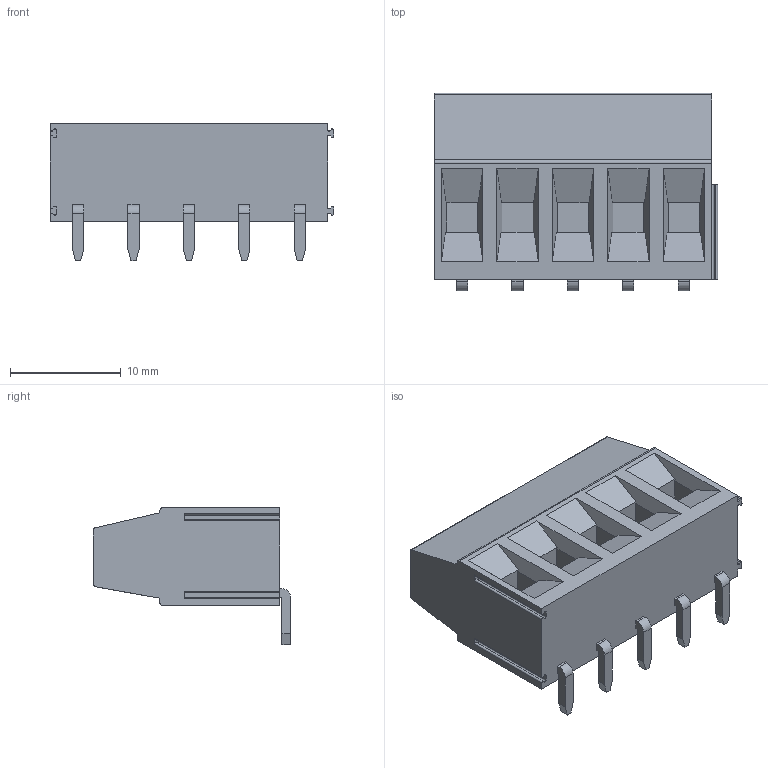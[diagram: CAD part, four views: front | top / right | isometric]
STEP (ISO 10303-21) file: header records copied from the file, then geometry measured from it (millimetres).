
FILE_DESCRIPTION(('STEP AP214'),'1');
FILE_NAME('MVE255-5-H.stp','2019-10-11T08:15:32',(' '),(' '),'Spatial InterOp 3D',' ',' ');
FILE_SCHEMA(('automotive_design'));
Length unit declared in the file: metre
Products named in the file (1): 1
Bounding box: 25.55 x 17.8 x 12.4 mm (x, y, z)
Volume: 2916.6 mm3; surface area: 2454.2 mm2
Topology: 1 solids, 1 shells, 256 faces, 679 edges, 454 vertices
Faces by surface type: plane 199, cylinder 51, cone 5, extrusion 1
Full cylindrical faces by diameter (mm): 2.6 x5, 2.85 x5, 3.8 x5
Entity records: 9739 total; most frequent: CARTESIAN_POINT 1372, ORIENTED_EDGE 1288, DIRECTION 1272, EDGE_CURVE 644, VECTOR 510, LINE 509, VERTEX_POINT 439, AXIS2_PLACEMENT_3D 381
